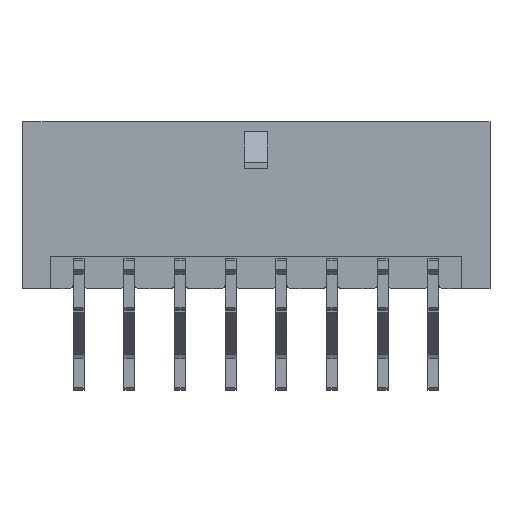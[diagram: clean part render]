
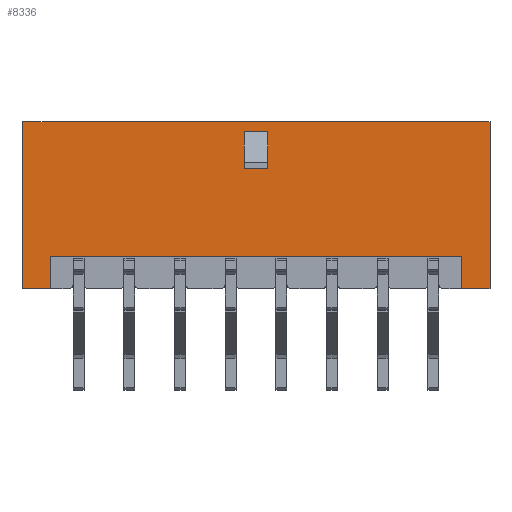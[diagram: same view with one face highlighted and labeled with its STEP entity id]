
A CAD part, front view. The second image highlights one B-rep face of the part: STEP entity #8336.
In plain terms, the highlighted planar face has unit normal (0, -1, 0).
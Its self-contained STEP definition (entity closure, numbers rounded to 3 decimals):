
#586=ORIENTED_EDGE('',*,*,#2998,.F.);
#587=ORIENTED_EDGE('',*,*,#2999,.F.);
#588=ORIENTED_EDGE('',*,*,#3000,.T.);
#589=ORIENTED_EDGE('',*,*,#3001,.T.);
#590=ORIENTED_EDGE('',*,*,#3002,.T.);
#591=ORIENTED_EDGE('',*,*,#3003,.T.);
#592=ORIENTED_EDGE('',*,*,#2751,.F.);
#593=ORIENTED_EDGE('',*,*,#3004,.T.);
#594=ORIENTED_EDGE('',*,*,#3005,.T.);
#595=ORIENTED_EDGE('',*,*,#3006,.F.);
#596=ORIENTED_EDGE('',*,*,#3007,.F.);
#597=ORIENTED_EDGE('',*,*,#3008,.T.);
#2751=EDGE_CURVE('',#3980,#3981,#4796,.T.);
#2998=EDGE_CURVE('',#4181,#4182,#5013,.T.);
#2999=EDGE_CURVE('',#4183,#4181,#5014,.T.);
#3000=EDGE_CURVE('',#4183,#4184,#5015,.T.);
#3001=EDGE_CURVE('',#4184,#4182,#5016,.T.);
#3002=EDGE_CURVE('',#4185,#4186,#5017,.T.);
#3003=EDGE_CURVE('',#4186,#3981,#5018,.T.);
#3004=EDGE_CURVE('',#3980,#4187,#5019,.T.);
#3005=EDGE_CURVE('',#4187,#4188,#5020,.T.);
#3006=EDGE_CURVE('',#4189,#4188,#5021,.T.);
#3007=EDGE_CURVE('',#4190,#4189,#5022,.T.);
#3008=EDGE_CURVE('',#4190,#4185,#5023,.T.);
#3980=VERTEX_POINT('',#11582);
#3981=VERTEX_POINT('',#11584);
#4181=VERTEX_POINT('',#12079);
#4182=VERTEX_POINT('',#12080);
#4183=VERTEX_POINT('',#12082);
#4184=VERTEX_POINT('',#12084);
#4185=VERTEX_POINT('',#12087);
#4186=VERTEX_POINT('',#12088);
#4187=VERTEX_POINT('',#12091);
#4188=VERTEX_POINT('',#12093);
#4189=VERTEX_POINT('',#12095);
#4190=VERTEX_POINT('',#12097);
#4796=LINE('',#11583,#5933);
#5013=LINE('',#12078,#6150);
#5014=LINE('',#12081,#6151);
#5015=LINE('',#12083,#6152);
#5016=LINE('',#12085,#6153);
#5017=LINE('',#12086,#6154);
#5018=LINE('',#12089,#6155);
#5019=LINE('',#12090,#6156);
#5020=LINE('',#12092,#6157);
#5021=LINE('',#12094,#6158);
#5022=LINE('',#12096,#6159);
#5023=LINE('',#12098,#6160);
#5933=VECTOR('',#9348,1000.);
#6150=VECTOR('',#9721,1000.);
#6151=VECTOR('',#9722,1000.);
#6152=VECTOR('',#9723,1000.);
#6153=VECTOR('',#9724,1000.);
#6154=VECTOR('',#9725,1000.);
#6155=VECTOR('',#9726,1000.);
#6156=VECTOR('',#9727,1000.);
#6157=VECTOR('',#9728,1000.);
#6158=VECTOR('',#9729,1000.);
#6159=VECTOR('',#9730,1000.);
#6160=VECTOR('',#9731,1000.);
#7067=EDGE_LOOP('',(#586,#587,#588,#589));
#7068=EDGE_LOOP('',(#590,#591,#592,#593,#594,#595,#596,#597));
#7516=FACE_BOUND('',#7067,.T.);
#7517=FACE_BOUND('',#7068,.T.);
#7965=PLANE('',#8818);
#8336=ADVANCED_FACE('',(#7516,#7517),#7965,.T.);
#8818=AXIS2_PLACEMENT_3D('',#12077,#9719,#9720);
#9348=DIRECTION('',(-1.,0.,0.));
#9719=DIRECTION('',(0.,-1.,0.));
#9720=DIRECTION('',(0.,0.,-1.));
#9721=DIRECTION('',(-1.,0.,0.));
#9722=DIRECTION('',(0.,0.,1.));
#9723=DIRECTION('',(-1.,0.,0.));
#9724=DIRECTION('',(0.,0.,1.));
#9725=DIRECTION('',(1.,0.,0.));
#9726=DIRECTION('',(0.,0.,-1.));
#9727=DIRECTION('',(0.,0.,1.));
#9728=DIRECTION('',(-1.,0.,0.));
#9729=DIRECTION('',(0.,0.,1.));
#9730=DIRECTION('',(-1.,0.,0.));
#9731=DIRECTION('',(0.,0.,1.));
#11582=CARTESIAN_POINT('',(13.85,-3.43,-4.95));
#11583=CARTESIAN_POINT('',(13.85,-3.43,-4.95));
#11584=CARTESIAN_POINT('',(12.15,-3.43,-4.95));
#12077=CARTESIAN_POINT('',(13.85,-3.43,-4.95));
#12078=CARTESIAN_POINT('',(0.7,-3.43,4.35));
#12079=CARTESIAN_POINT('',(0.7,-3.43,4.35));
#12080=CARTESIAN_POINT('',(-0.7,-3.43,4.35));
#12081=CARTESIAN_POINT('',(0.7,-3.43,2.15));
#12082=CARTESIAN_POINT('',(0.7,-3.43,2.15));
#12083=CARTESIAN_POINT('',(0.7,-3.43,2.15));
#12084=CARTESIAN_POINT('',(-0.7,-3.43,2.15));
#12085=CARTESIAN_POINT('',(-0.7,-3.43,2.15));
#12086=CARTESIAN_POINT('',(-12.15,-3.43,-3.05));
#12087=CARTESIAN_POINT('',(-12.15,-3.43,-3.05));
#12088=CARTESIAN_POINT('',(12.15,-3.43,-3.05));
#12089=CARTESIAN_POINT('',(12.15,-3.43,-3.05));
#12090=CARTESIAN_POINT('',(13.85,-3.43,-4.95));
#12091=CARTESIAN_POINT('',(13.85,-3.43,4.95));
#12092=CARTESIAN_POINT('',(13.85,-3.43,4.95));
#12093=CARTESIAN_POINT('',(-13.85,-3.43,4.95));
#12094=CARTESIAN_POINT('',(-13.85,-3.43,-4.95));
#12095=CARTESIAN_POINT('',(-13.85,-3.43,-4.95));
#12096=CARTESIAN_POINT('',(13.85,-3.43,-4.95));
#12097=CARTESIAN_POINT('',(-12.15,-3.43,-4.95));
#12098=CARTESIAN_POINT('',(-12.15,-3.43,-4.95));
